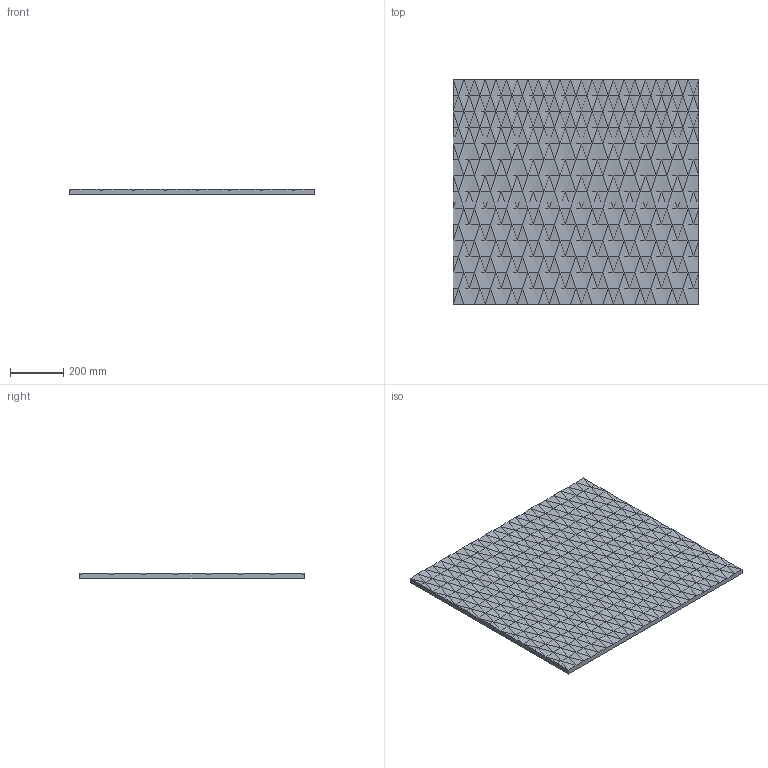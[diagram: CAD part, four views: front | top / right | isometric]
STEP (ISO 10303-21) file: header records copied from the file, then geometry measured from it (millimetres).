
FILE_DESCRIPTION (( 'STEP AP214' ), '1' );
FILE_NAME ('Rautenstruktur auf Ebene.STEP', '2017-03-14T20:48:50', ( '' ), ( '' ), 'SwSTEP 2.0', 'SolidWorks 2016', '' );
FILE_SCHEMA (( 'AUTOMOTIVE_DESIGN' ));
Length unit declared in the file: millimetre
Products named in the file (1): Rautenstruktur auf Ebene
Bounding box: 920 x 840 x 20 mm (x, y, z)
Volume: 14679000 mm3; surface area: 1614234.1 mm2
Topology: 1 solids, 1 shells, 663 faces, 1032 edges, 371 vertices
Faces by surface type: plane 663
Entity records: 13312 total; most frequent: DIRECTION 2360, CARTESIAN_POINT 2067, ORIENTED_EDGE 2064, EDGE_CURVE 1032, LINE 1032, VECTOR 1032, AXIS2_PLACEMENT_3D 664, EDGE_LOOP 663
